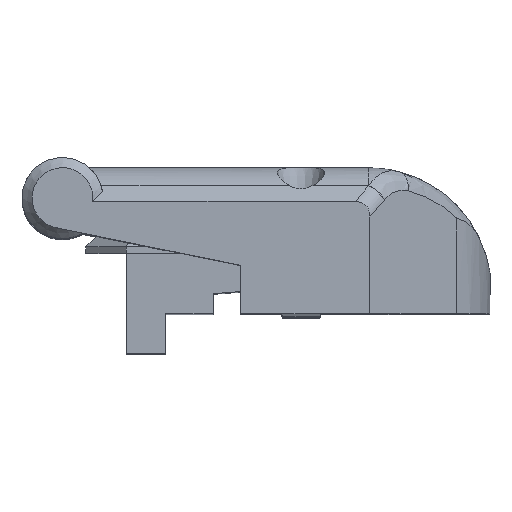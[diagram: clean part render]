
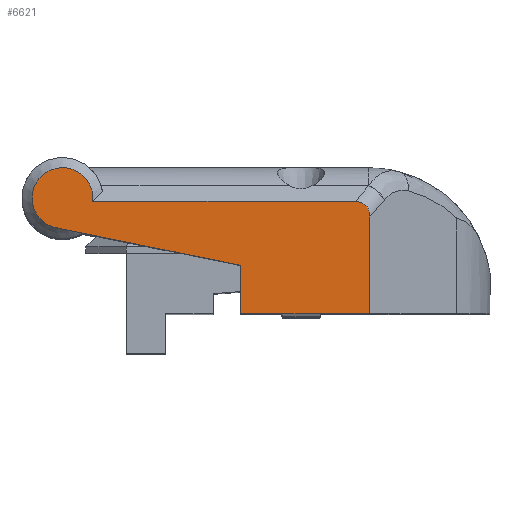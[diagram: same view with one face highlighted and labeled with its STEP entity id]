
A CAD part, top view. The second image highlights one B-rep face of the part: STEP entity #6621.
In plain terms, the highlighted planar face has unit normal (0, 0, 1).
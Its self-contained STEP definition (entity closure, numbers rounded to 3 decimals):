
#145=ELLIPSE('',#7130,4.933,3.);
#297=CIRCLE('',#7140,4.5);
#601=FACE_OUTER_BOUND('',#1001,.T.);
#1001=EDGE_LOOP('',(#5424,#5425,#5426,#5427,#5428,#5429,#5430,#5431,#5432));
#1643=LINE('',#10344,#2395);
#1645=LINE('',#10350,#2397);
#1672=LINE('',#10403,#2424);
#1680=LINE('',#10424,#2432);
#1683=LINE('',#10432,#2435);
#1685=LINE('',#10437,#2437);
#1691=LINE('',#10567,#2443);
#2395=VECTOR('',#8414,10.);
#2397=VECTOR('',#8418,10.);
#2424=VECTOR('',#8465,10.);
#2432=VECTOR('',#8485,10.);
#2435=VECTOR('',#8490,10.);
#2437=VECTOR('',#8494,10.);
#2443=VECTOR('',#8528,10.);
#3017=VERTEX_POINT('',#10328);
#3024=VERTEX_POINT('',#10342);
#3025=VERTEX_POINT('',#10346);
#3027=VERTEX_POINT('',#10349);
#3049=VERTEX_POINT('',#10421);
#3050=VERTEX_POINT('',#10423);
#3052=VERTEX_POINT('',#10434);
#3060=VERTEX_POINT('',#10463);
#3065=VERTEX_POINT('',#10566);
#3821=EDGE_CURVE('',#3024,#3017,#1643,.T.);
#3823=EDGE_CURVE('',#3025,#3027,#1645,.T.);
#3850=EDGE_CURVE('',#3017,#3025,#1672,.T.);
#3860=EDGE_CURVE('',#3049,#3050,#1680,.T.);
#3864=EDGE_CURVE('',#3049,#3027,#1683,.T.);
#3866=EDGE_CURVE('',#3052,#3024,#1685,.T.);
#3874=EDGE_CURVE('',#3060,#3052,#145,.T.);
#3886=EDGE_CURVE('',#3065,#3060,#1691,.T.);
#3887=EDGE_CURVE('',#3050,#3065,#297,.T.);
#5424=ORIENTED_EDGE('',*,*,#3860,.F.);
#5425=ORIENTED_EDGE('',*,*,#3864,.T.);
#5426=ORIENTED_EDGE('',*,*,#3823,.F.);
#5427=ORIENTED_EDGE('',*,*,#3850,.F.);
#5428=ORIENTED_EDGE('',*,*,#3821,.F.);
#5429=ORIENTED_EDGE('',*,*,#3866,.F.);
#5430=ORIENTED_EDGE('',*,*,#3874,.F.);
#5431=ORIENTED_EDGE('',*,*,#3886,.F.);
#5432=ORIENTED_EDGE('',*,*,#3887,.F.);
#6283=PLANE('',#7139);
#6621=ADVANCED_FACE('',(#601),#6283,.T.);
#7130=AXIS2_PLACEMENT_3D('',#10464,#8505,#8506);
#7139=AXIS2_PLACEMENT_3D('',#10565,#8526,#8527);
#7140=AXIS2_PLACEMENT_3D('',#10568,#8529,#8530);
#8414=DIRECTION('',(-1.,0.,0.));
#8418=DIRECTION('',(-1.,0.,0.));
#8465=DIRECTION('',(-1.,0.,0.));
#8485=DIRECTION('',(-0.98,0.2,0.));
#8490=DIRECTION('',(0.,-1.,0.));
#8494=DIRECTION('',(0.,-1.,0.));
#8505=DIRECTION('center_axis',(0.,0.,-1.));
#8506=DIRECTION('ref_axis',(0.643,0.766,0.));
#8526=DIRECTION('center_axis',(0.,0.,1.));
#8527=DIRECTION('ref_axis',(1.,0.,0.));
#8528=DIRECTION('',(1.,0.,0.));
#8529=DIRECTION('center_axis',(0.,0.,-1.));
#8530=DIRECTION('ref_axis',(1.,0.,0.));
#10328=CARTESIAN_POINT('',(403.507,39.,219.));
#10342=CARTESIAN_POINT('',(410.7,39.,219.));
#10344=CARTESIAN_POINT('',(393.041,39.,219.));
#10346=CARTESIAN_POINT('',(397.507,39.,219.));
#10349=CARTESIAN_POINT('',(391.507,39.,219.));
#10350=CARTESIAN_POINT('',(393.041,39.,219.));
#10403=CARTESIAN_POINT('',(393.041,39.,219.));
#10421=CARTESIAN_POINT('',(391.507,46.155,219.));
#10423=CARTESIAN_POINT('',(364.243,51.714,219.));
#10424=CARTESIAN_POINT('',(378.843,48.737,219.));
#10432=CARTESIAN_POINT('',(391.507,42.,219.));
#10434=CARTESIAN_POINT('',(410.7,53.309,219.));
#10437=CARTESIAN_POINT('',(410.7,46.656,219.));
#10463=CARTESIAN_POINT('',(408.564,55.623,219.));
#10464=CARTESIAN_POINT('Origin',(406.784,51.381,219.));
#10565=CARTESIAN_POINT('Origin',(394.575,51.312,219.));
#10566=CARTESIAN_POINT('',(369.615,55.623,219.));
#10567=CARTESIAN_POINT('',(402.541,55.623,219.));
#10568=CARTESIAN_POINT('Origin',(365.142,56.123,219.));
